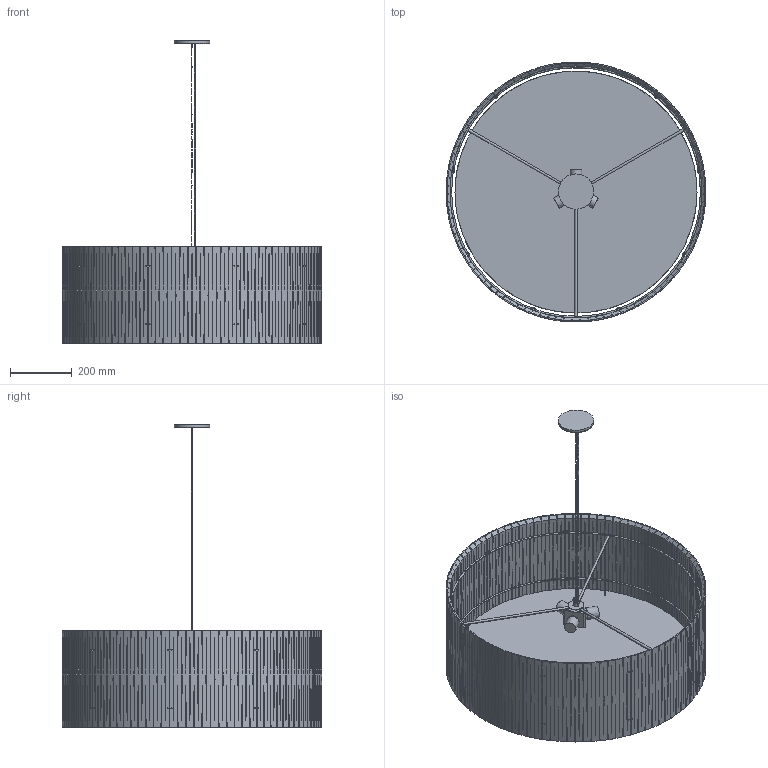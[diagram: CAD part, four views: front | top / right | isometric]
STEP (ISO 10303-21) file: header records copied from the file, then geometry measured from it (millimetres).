
FILE_DESCRIPTION(/* description */ (''),/* implementation_level */ '2;1');
FILE_NAME(/* name */ 'Kerf_D9_Felt_3D_mm',/* time_stamp */ '2025-07-01T16:18:12-07:00',/* author */ (''),/* organization */ (''),/* preprocessor_version */ 'ST-DEVELOPER v16.5',/* originating_system */ '',/* authorisation */ '');
FILE_SCHEMA (('AUTOMOTIVE_DESIGN'));
Length unit declared in the file: inch
Products named in the file (1): Document
Bounding box: 843.41 x 843.4 x 981.73 mm (x, y, z)
Volume: 12782260.5 mm3; surface area: 4065558.9 mm2
Topology: 46 solids, 47 shells, 1478 faces, 4016 edges, 2628 vertices
Faces by surface type: bspline 1401, plane 77
Entity records: 68236 total; most frequent: CARTESIAN_POINT 43134, ORIENTED_EDGE 8031, EDGE_CURVE 4016, B_SPLINE_CURVE_WITH_KNOTS 3609, VERTEX_POINT 2628, EDGE_LOOP 1687, ADVANCED_FACE 1478, FACE_OUTER_BOUND 1478
